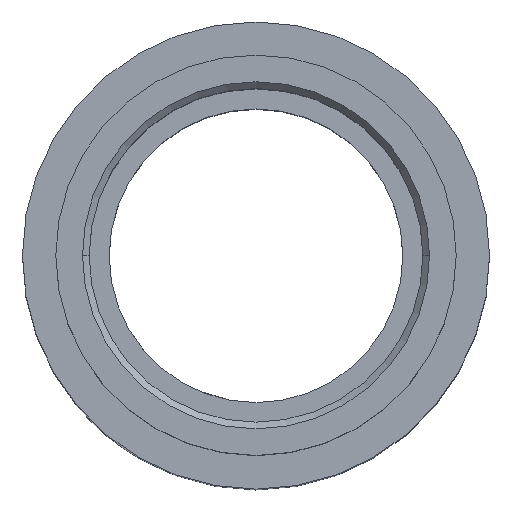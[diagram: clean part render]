
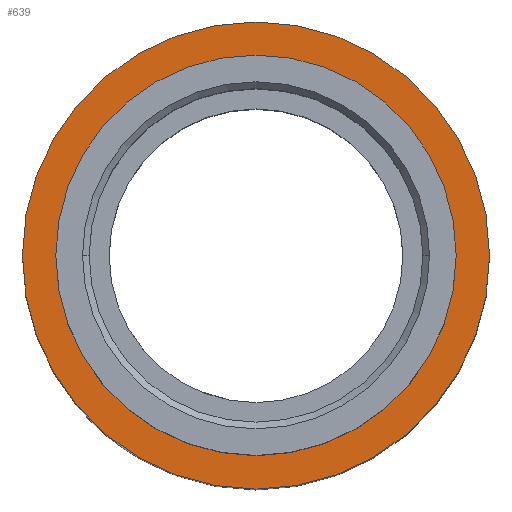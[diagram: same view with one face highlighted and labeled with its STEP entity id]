
A CAD part, top view. The second image highlights one B-rep face of the part: STEP entity #639.
In plain terms, the highlighted planar face has unit normal (0, 0, 1).
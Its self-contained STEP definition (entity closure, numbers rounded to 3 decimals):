
#7 = CARTESIAN_POINT ( 'NONE',  ( 15., 0., 19.1 ) ) ;
#8 = PLANE ( 'NONE',  #33 ) ;
#16 = CARTESIAN_POINT ( 'NONE',  ( 0., 0., 19.1 ) ) ;
#33 = AXIS2_PLACEMENT_3D ( 'NONE', #398, #788, #528 ) ;
#36 = ORIENTED_EDGE ( 'NONE', *, *, #444, .T. ) ;
#49 = VERTEX_POINT ( 'NONE', #7 ) ;
#94 = CARTESIAN_POINT ( 'NONE',  ( 0., 0., 19.1 ) ) ;
#101 = CIRCLE ( 'NONE', #249, 17.5 ) ;
#162 = ORIENTED_EDGE ( 'NONE', *, *, #612, .F. ) ;
#180 = VERTEX_POINT ( 'NONE', #333 ) ;
#183 = FACE_BOUND ( 'NONE', #572, .T. ) ;
#225 = CARTESIAN_POINT ( 'NONE',  ( 17.5, 0., 19.1 ) ) ;
#238 = CIRCLE ( 'NONE', #330, 15. ) ;
#249 = AXIS2_PLACEMENT_3D ( 'NONE', #94, #491, #486 ) ;
#301 = CIRCLE ( 'NONE', #730, 17.5 ) ;
#330 = AXIS2_PLACEMENT_3D ( 'NONE', #638, #496, #698 ) ;
#333 = CARTESIAN_POINT ( 'NONE',  ( -17.5, 0., 19.1 ) ) ;
#338 = CIRCLE ( 'NONE', #772, 15. ) ;
#356 = DIRECTION ( 'NONE',  ( 0., 0., 1. ) ) ;
#398 = CARTESIAN_POINT ( 'NONE',  ( 0., 15., 19.1 ) ) ;
#418 = VERTEX_POINT ( 'NONE', #225 ) ;
#430 = EDGE_CURVE ( 'NONE', #180, #418, #301, .T. ) ;
#444 = EDGE_CURVE ( 'NONE', #418, #180, #101, .T. ) ;
#486 = DIRECTION ( 'NONE',  ( 1., 0., 0. ) ) ;
#491 = DIRECTION ( 'NONE',  ( 0., 0., 1. ) ) ;
#494 = DIRECTION ( 'NONE',  ( 1., 0., 0. ) ) ;
#496 = DIRECTION ( 'NONE',  ( 0., 0., 1. ) ) ;
#519 = FACE_OUTER_BOUND ( 'NONE', #720, .T. ) ;
#523 = DIRECTION ( 'NONE',  ( 0., 0., 1. ) ) ;
#528 = DIRECTION ( 'NONE',  ( -1., 0., 0. ) ) ;
#549 = CARTESIAN_POINT ( 'NONE',  ( 0., 0., 19.1 ) ) ;
#572 = EDGE_LOOP ( 'NONE', ( #765, #162 ) ) ;
#612 = EDGE_CURVE ( 'NONE', #695, #49, #338, .T. ) ;
#638 = CARTESIAN_POINT ( 'NONE',  ( 0., 0., 19.1 ) ) ;
#639 = ADVANCED_FACE ( 'NONE', ( #183, #519 ), #8, .F. ) ;
#647 = DIRECTION ( 'NONE',  ( 1., 0., 0. ) ) ;
#695 = VERTEX_POINT ( 'NONE', #723 ) ;
#698 = DIRECTION ( 'NONE',  ( 1., 0., 0. ) ) ;
#720 = EDGE_LOOP ( 'NONE', ( #36, #735 ) ) ;
#723 = CARTESIAN_POINT ( 'NONE',  ( -15., 0., 19.1 ) ) ;
#730 = AXIS2_PLACEMENT_3D ( 'NONE', #549, #356, #494 ) ;
#735 = ORIENTED_EDGE ( 'NONE', *, *, #430, .T. ) ;
#765 = ORIENTED_EDGE ( 'NONE', *, *, #843, .F. ) ;
#772 = AXIS2_PLACEMENT_3D ( 'NONE', #16, #523, #647 ) ;
#788 = DIRECTION ( 'NONE',  ( 0., 0., -1. ) ) ;
#843 = EDGE_CURVE ( 'NONE', #49, #695, #238, .T. ) ;
